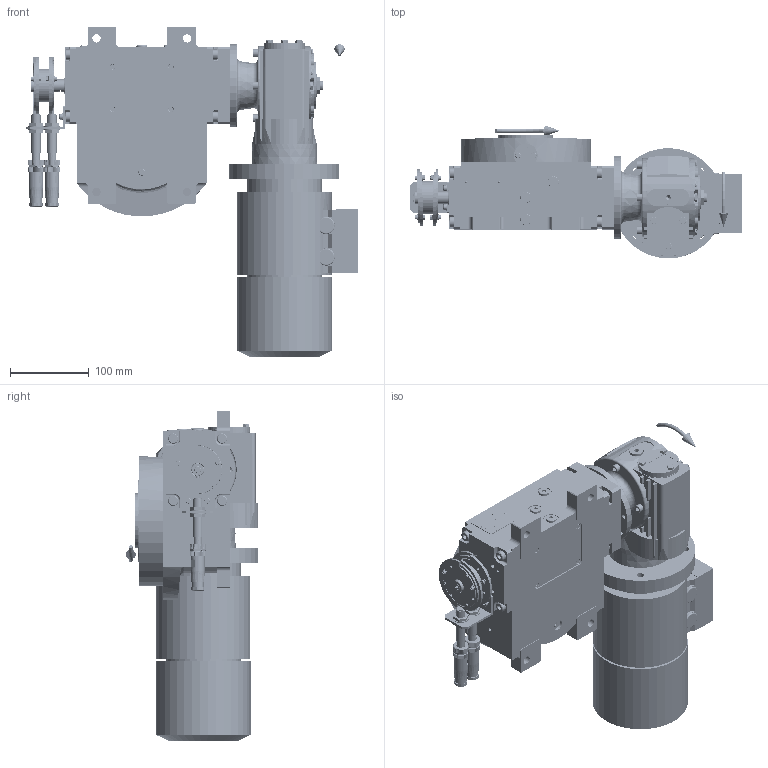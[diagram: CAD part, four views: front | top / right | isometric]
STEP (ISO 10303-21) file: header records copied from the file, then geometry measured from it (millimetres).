
FILE_DESCRIPTION (( 'STEP AP203' ), '1' );
FILE_NAME ('PC5200466.step', '2024-07-03T14:52:12', ( '' ), ( '' ), 'SwSTEP 2.0', 'SolidWorks 2020', '' );
FILE_SCHEMA (( 'CONFIG_CONTROL_DESIGN' ));
Length unit declared in the file: millimetre
Products named in the file (86): cfn2000_01_129; RIG04_005_AF0.stp; cfn2155_01_055; cfn2000_01_147; AS_rig04_004; cfn2104_01_016; AS_rig04_004_s_002; CFN2104_02_017.stp; BM63B5; cfn2003_01_063; cfn2401_02_005; AS_900_00_00_005; cfn2476_01_001_48x38; rig04_007_master; cfn2115_02_213; CFN2000_01_185.stp; freccia_angolare_albero; CFN2010_01_006.stp; cfn2115_02_182; PC5200466; 900_00_00_005; rig04_003_6; cfn2070_05_001; cfn2073_01_011; CFN2203_02_001.stp; CBF40_F1_LCB_SX_63B5; cfn2128_05_006; cfn2155_01_038; cfn2000_01_161; AS_rig04_002_bl_004; cfn2128_04_011; CFN2155_01_007.stp; freccia_angolare; cfn2276_01_065; RIG04_005_ASM.stp; AS_cfn2400_04_024; CFN2356_03_051.stp; AS_900_38_30_003; rig04_004; olio_agip_blasia_150 ...
Assembly tree (83 placements, depth 5):
  rig04_007_master
  cfn2115_02_213
  CFN2010_01_006.stp
  PC5200466
    rig04_001_a
    AS_cfn2476_01_001_48x38
      cfn2476_01_001_48x38
      cfn2107_01_001
      cfn2107_01_001
    AS_rig04_071_6_m
      rig04_071_6_m.stp
        RIG04_005_ASM.stp
          RIG04_005_AF0.stp
          RIG06_021_AF0.stp
          CFN2000_01_185.stp
          CFN2000_01_185.stp
          CFN2104_02_017.stp
        CFN2155_01_007.stp
        CFN2010_02_002.stp
      rig04_003_6
      cfn2000_01_147
      cfn2000_01_147
      cfn2000_01_147
      cfn2000_01_147
      cfn2000_01_147
      cfn2000_01_147
      cfn2000_01_147
      cfn2000_01_147
      cfn2104_01_016  x2
    cfn2073_01_011
    AS_rig04_004_s_002
      rig04_004_s_002
      cfn2155_01_038
      cfn2070_05_001
      cfn2000_01_129
      cfn2000_01_129  x2
      cfn2000_01_129
    AS_rig04_004
      rig04_004
      cfn2155_01_055
      cfn2070_05_001
      cfn2000_01_129  x2
      cfn2000_01_129
      cfn2000_01_129
    AS_rig04_002_bl_004
      rig04_002_bl_004
      cfn2115_02_182
    AS_rig04_004_s_001
      rig04_004_s_001
      cfn2000_01_129
      cfn2000_01_129
      cfn2000_01_129  x2
    cfn2128_04_011
    cfn2128_04_011
    cfn2128_04_011
    cfn2128_05_006
    AS_rig04_015
      rig04_015
      cfn2003_01_063
      cfn2003_01_063
Bounding box: 421.5 x 168.5 x 419.99 mm (x, y, z)
Volume: 5590965.3 mm3; surface area: 770814.9 mm2
Topology: 84 solids, 91 shells, 5541 faces, 13980 edges, 8879 vertices
Faces by surface type: plane 2611, cylinder 1851, cone 965, torus 107, sphere 6, bspline 1
Entity records: 147016 total; most frequent: CARTESIAN_POINT 32624, DIRECTION 22300, ORIENTED_EDGE 21702, EDGE_CURVE 10851, AXIS2_PLACEMENT_3D 8146, VERTEX_POINT 6969, LINE 6008, VECTOR 6008
